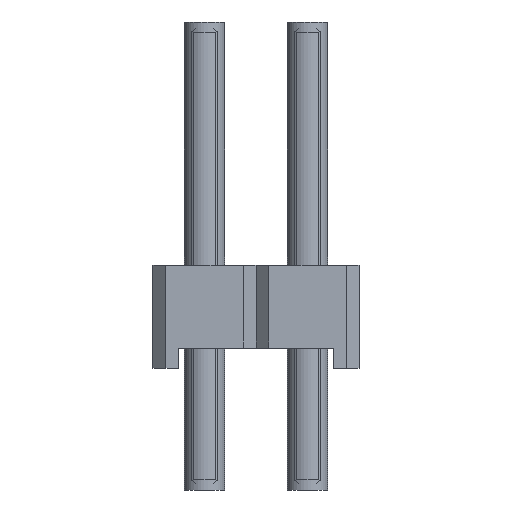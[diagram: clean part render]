
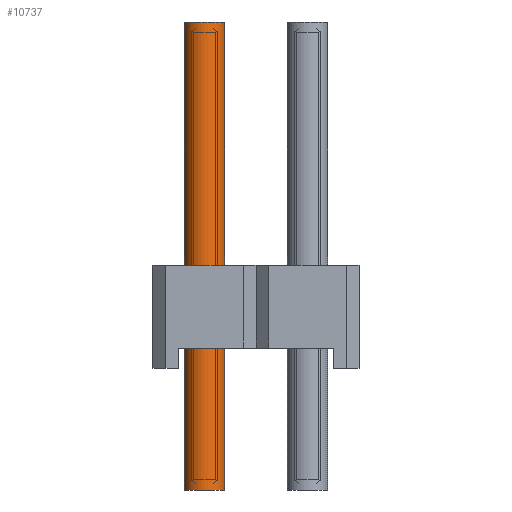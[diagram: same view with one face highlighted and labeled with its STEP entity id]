
A CAD part, left-side view. The second image highlights one B-rep face of the part: STEP entity #10737.
In plain terms, the highlighted cylindrical face has radius 0.5 mm (diameter 1 mm), a full revolution.
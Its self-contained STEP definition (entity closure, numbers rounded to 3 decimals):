
#207=CIRCLE('',#11328,0.5);
#208=CIRCLE('',#11329,0.5);
#588=CYLINDRICAL_SURFACE('',#11327,0.5);
#885=ORIENTED_EDGE('',*,*,#4043,.F.);
#886=ORIENTED_EDGE('',*,*,#4044,.T.);
#4043=EDGE_CURVE('',#5631,#5631,#207,.T.);
#4044=EDGE_CURVE('',#5632,#5632,#208,.T.);
#5631=VERTEX_POINT('',#15530);
#5632=VERTEX_POINT('',#15532);
#9123=EDGE_LOOP('',(#885));
#9124=EDGE_LOOP('',(#886));
#9755=FACE_BOUND('',#9123,.T.);
#9756=FACE_BOUND('',#9124,.T.);
#10737=ADVANCED_FACE('',(#9755,#9756),#588,.F.);
#11327=AXIS2_PLACEMENT_3D('',#15528,#12367,#12368);
#11328=AXIS2_PLACEMENT_3D('',#15529,#12369,#12370);
#11329=AXIS2_PLACEMENT_3D('',#15531,#12371,#12372);
#12367=DIRECTION('',(0.,0.,1.));
#12368=DIRECTION('',(1.,0.,0.));
#12369=DIRECTION('',(0.,0.,-1.));
#12370=DIRECTION('',(1.,0.,0.));
#12371=DIRECTION('',(0.,0.,-1.));
#12372=DIRECTION('',(1.,0.,0.));
#15528=CARTESIAN_POINT('',(0.,0.,0.));
#15529=CARTESIAN_POINT('',(0.,0.,11.54));
#15530=CARTESIAN_POINT('',(0.5,0.,11.54));
#15531=CARTESIAN_POINT('',(0.,0.,0.));
#15532=CARTESIAN_POINT('',(0.5,0.,0.));
